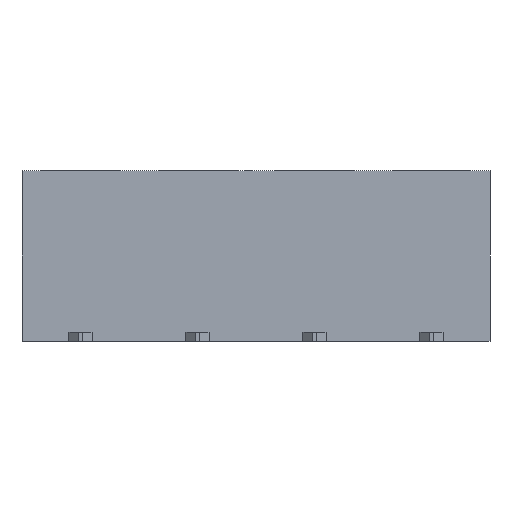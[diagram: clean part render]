
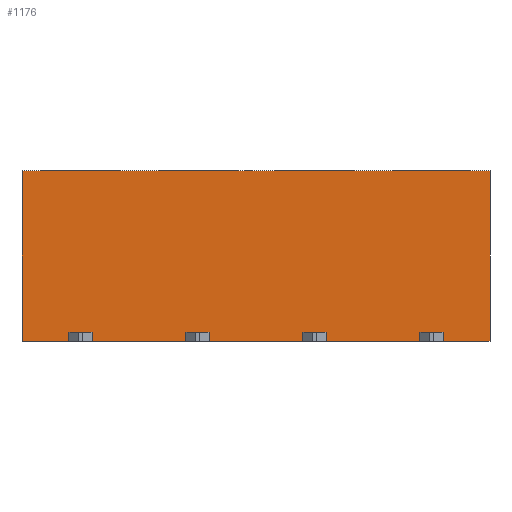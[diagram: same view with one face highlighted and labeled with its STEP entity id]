
A CAD part, left-side view. The second image highlights one B-rep face of the part: STEP entity #1176.
In plain terms, the highlighted planar face has unit normal (-1, 0, 0).
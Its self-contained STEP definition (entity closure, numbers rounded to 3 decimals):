
#22 = VERTEX_POINT('',#23);
#23 = CARTESIAN_POINT('',(-2.5,-5.08,0.));
#31 = EDGE_CURVE('',#22,#32,#34,.T.);
#32 = VERTEX_POINT('',#33);
#33 = CARTESIAN_POINT('',(-2.5,-5.08,3.7));
#34 = LINE('',#35,#36);
#35 = CARTESIAN_POINT('',(-2.5,-5.08,0.));
#36 = VECTOR('',#37,1.);
#37 = DIRECTION('',(0.,0.,1.));
#94 = VERTEX_POINT('',#95);
#95 = CARTESIAN_POINT('',(-2.5,-4.06,0.));
#103 = EDGE_CURVE('',#94,#22,#104,.T.);
#104 = LINE('',#105,#106);
#105 = CARTESIAN_POINT('',(-2.5,5.08,0.));
#106 = VECTOR('',#107,1.);
#107 = DIRECTION('',(0.,-1.,0.));
#887 = VERTEX_POINT('',#888);
#888 = CARTESIAN_POINT('',(-2.5,5.08,3.7));
#894 = EDGE_CURVE('',#887,#32,#895,.T.);
#895 = LINE('',#896,#897);
#896 = CARTESIAN_POINT('',(-2.5,5.08,3.7));
#897 = VECTOR('',#898,1.);
#898 = DIRECTION('',(0.,-1.,0.));
#1176 = ADVANCED_FACE('',(#1177),#1316,.F.);
#1177 = FACE_BOUND('',#1178,.F.);
#1178 = EDGE_LOOP('',(#1179,#1189,#1195,#1196,#1197,#1198,#1206,#1214,
#1222,#1230,#1238,#1246,#1254,#1262,#1270,#1278,#1286,#1294,#1302,
#1310));
#1179 = ORIENTED_EDGE('',*,*,#1180,.F.);
#1180 = EDGE_CURVE('',#1181,#1183,#1185,.T.);
#1181 = VERTEX_POINT('',#1182);
#1182 = CARTESIAN_POINT('',(-2.5,5.08,0.));
#1183 = VERTEX_POINT('',#1184);
#1184 = CARTESIAN_POINT('',(-2.5,4.06,0.));
#1185 = LINE('',#1186,#1187);
#1186 = CARTESIAN_POINT('',(-2.5,5.08,0.));
#1187 = VECTOR('',#1188,1.);
#1188 = DIRECTION('',(0.,-1.,0.));
#1189 = ORIENTED_EDGE('',*,*,#1190,.T.);
#1190 = EDGE_CURVE('',#1181,#887,#1191,.T.);
#1191 = LINE('',#1192,#1193);
#1192 = CARTESIAN_POINT('',(-2.5,5.08,0.));
#1193 = VECTOR('',#1194,1.);
#1194 = DIRECTION('',(0.,0.,1.));
#1195 = ORIENTED_EDGE('',*,*,#894,.T.);
#1196 = ORIENTED_EDGE('',*,*,#31,.F.);
#1197 = ORIENTED_EDGE('',*,*,#103,.F.);
#1198 = ORIENTED_EDGE('',*,*,#1199,.T.);
#1199 = EDGE_CURVE('',#94,#1200,#1202,.T.);
#1200 = VERTEX_POINT('',#1201);
#1201 = CARTESIAN_POINT('',(-2.5,-4.06,0.2));
#1202 = LINE('',#1203,#1204);
#1203 = CARTESIAN_POINT('',(-2.5,-4.06,0.));
#1204 = VECTOR('',#1205,1.);
#1205 = DIRECTION('',(0.,-0.,1.));
#1206 = ORIENTED_EDGE('',*,*,#1207,.F.);
#1207 = EDGE_CURVE('',#1208,#1200,#1210,.T.);
#1208 = VERTEX_POINT('',#1209);
#1209 = CARTESIAN_POINT('',(-2.5,-3.56,0.2));
#1210 = LINE('',#1211,#1212);
#1211 = CARTESIAN_POINT('',(-2.5,0.635,0.2));
#1212 = VECTOR('',#1213,1.);
#1213 = DIRECTION('',(0.,-1.,0.));
#1214 = ORIENTED_EDGE('',*,*,#1215,.T.);
#1215 = EDGE_CURVE('',#1208,#1216,#1218,.T.);
#1216 = VERTEX_POINT('',#1217);
#1217 = CARTESIAN_POINT('',(-2.5,-3.56,0.));
#1218 = LINE('',#1219,#1220);
#1219 = CARTESIAN_POINT('',(-2.5,-3.56,0.));
#1220 = VECTOR('',#1221,1.);
#1221 = DIRECTION('',(0.,0.,-1.));
#1222 = ORIENTED_EDGE('',*,*,#1223,.F.);
#1223 = EDGE_CURVE('',#1224,#1216,#1226,.T.);
#1224 = VERTEX_POINT('',#1225);
#1225 = CARTESIAN_POINT('',(-2.5,-1.52,0.));
#1226 = LINE('',#1227,#1228);
#1227 = CARTESIAN_POINT('',(-2.5,5.08,0.));
#1228 = VECTOR('',#1229,1.);
#1229 = DIRECTION('',(0.,-1.,0.));
#1230 = ORIENTED_EDGE('',*,*,#1231,.T.);
#1231 = EDGE_CURVE('',#1224,#1232,#1234,.T.);
#1232 = VERTEX_POINT('',#1233);
#1233 = CARTESIAN_POINT('',(-2.5,-1.52,0.2));
#1234 = LINE('',#1235,#1236);
#1235 = CARTESIAN_POINT('',(-2.5,-1.52,0.));
#1236 = VECTOR('',#1237,1.);
#1237 = DIRECTION('',(0.,-0.,1.));
#1238 = ORIENTED_EDGE('',*,*,#1239,.F.);
#1239 = EDGE_CURVE('',#1240,#1232,#1242,.T.);
#1240 = VERTEX_POINT('',#1241);
#1241 = CARTESIAN_POINT('',(-2.5,-1.02,0.2));
#1242 = LINE('',#1243,#1244);
#1243 = CARTESIAN_POINT('',(-2.5,1.905,0.2));
#1244 = VECTOR('',#1245,1.);
#1245 = DIRECTION('',(0.,-1.,0.));
#1246 = ORIENTED_EDGE('',*,*,#1247,.T.);
#1247 = EDGE_CURVE('',#1240,#1248,#1250,.T.);
#1248 = VERTEX_POINT('',#1249);
#1249 = CARTESIAN_POINT('',(-2.5,-1.02,0.));
#1250 = LINE('',#1251,#1252);
#1251 = CARTESIAN_POINT('',(-2.5,-1.02,0.));
#1252 = VECTOR('',#1253,1.);
#1253 = DIRECTION('',(0.,0.,-1.));
#1254 = ORIENTED_EDGE('',*,*,#1255,.F.);
#1255 = EDGE_CURVE('',#1256,#1248,#1258,.T.);
#1256 = VERTEX_POINT('',#1257);
#1257 = CARTESIAN_POINT('',(-2.5,1.02,0.));
#1258 = LINE('',#1259,#1260);
#1259 = CARTESIAN_POINT('',(-2.5,5.08,0.));
#1260 = VECTOR('',#1261,1.);
#1261 = DIRECTION('',(0.,-1.,0.));
#1262 = ORIENTED_EDGE('',*,*,#1263,.T.);
#1263 = EDGE_CURVE('',#1256,#1264,#1266,.T.);
#1264 = VERTEX_POINT('',#1265);
#1265 = CARTESIAN_POINT('',(-2.5,1.02,0.2));
#1266 = LINE('',#1267,#1268);
#1267 = CARTESIAN_POINT('',(-2.5,1.02,0.));
#1268 = VECTOR('',#1269,1.);
#1269 = DIRECTION('',(0.,-0.,1.));
#1270 = ORIENTED_EDGE('',*,*,#1271,.F.);
#1271 = EDGE_CURVE('',#1272,#1264,#1274,.T.);
#1272 = VERTEX_POINT('',#1273);
#1273 = CARTESIAN_POINT('',(-2.5,1.52,0.2));
#1274 = LINE('',#1275,#1276);
#1275 = CARTESIAN_POINT('',(-2.5,3.175,0.2));
#1276 = VECTOR('',#1277,1.);
#1277 = DIRECTION('',(0.,-1.,0.));
#1278 = ORIENTED_EDGE('',*,*,#1279,.T.);
#1279 = EDGE_CURVE('',#1272,#1280,#1282,.T.);
#1280 = VERTEX_POINT('',#1281);
#1281 = CARTESIAN_POINT('',(-2.5,1.52,0.));
#1282 = LINE('',#1283,#1284);
#1283 = CARTESIAN_POINT('',(-2.5,1.52,0.));
#1284 = VECTOR('',#1285,1.);
#1285 = DIRECTION('',(0.,0.,-1.));
#1286 = ORIENTED_EDGE('',*,*,#1287,.F.);
#1287 = EDGE_CURVE('',#1288,#1280,#1290,.T.);
#1288 = VERTEX_POINT('',#1289);
#1289 = CARTESIAN_POINT('',(-2.5,3.56,0.));
#1290 = LINE('',#1291,#1292);
#1291 = CARTESIAN_POINT('',(-2.5,5.08,0.));
#1292 = VECTOR('',#1293,1.);
#1293 = DIRECTION('',(0.,-1.,0.));
#1294 = ORIENTED_EDGE('',*,*,#1295,.T.);
#1295 = EDGE_CURVE('',#1288,#1296,#1298,.T.);
#1296 = VERTEX_POINT('',#1297);
#1297 = CARTESIAN_POINT('',(-2.5,3.56,0.2));
#1298 = LINE('',#1299,#1300);
#1299 = CARTESIAN_POINT('',(-2.5,3.56,0.));
#1300 = VECTOR('',#1301,1.);
#1301 = DIRECTION('',(0.,-0.,1.));
#1302 = ORIENTED_EDGE('',*,*,#1303,.F.);
#1303 = EDGE_CURVE('',#1304,#1296,#1306,.T.);
#1304 = VERTEX_POINT('',#1305);
#1305 = CARTESIAN_POINT('',(-2.5,4.06,0.2));
#1306 = LINE('',#1307,#1308);
#1307 = CARTESIAN_POINT('',(-2.5,4.445,0.2));
#1308 = VECTOR('',#1309,1.);
#1309 = DIRECTION('',(0.,-1.,0.));
#1310 = ORIENTED_EDGE('',*,*,#1311,.T.);
#1311 = EDGE_CURVE('',#1304,#1183,#1312,.T.);
#1312 = LINE('',#1313,#1314);
#1313 = CARTESIAN_POINT('',(-2.5,4.06,0.));
#1314 = VECTOR('',#1315,1.);
#1315 = DIRECTION('',(0.,0.,-1.));
#1316 = PLANE('',#1317);
#1317 = AXIS2_PLACEMENT_3D('',#1318,#1319,#1320);
#1318 = CARTESIAN_POINT('',(-2.5,5.08,0.));
#1319 = DIRECTION('',(1.,0.,-0.));
#1320 = DIRECTION('',(0.,-1.,0.));
